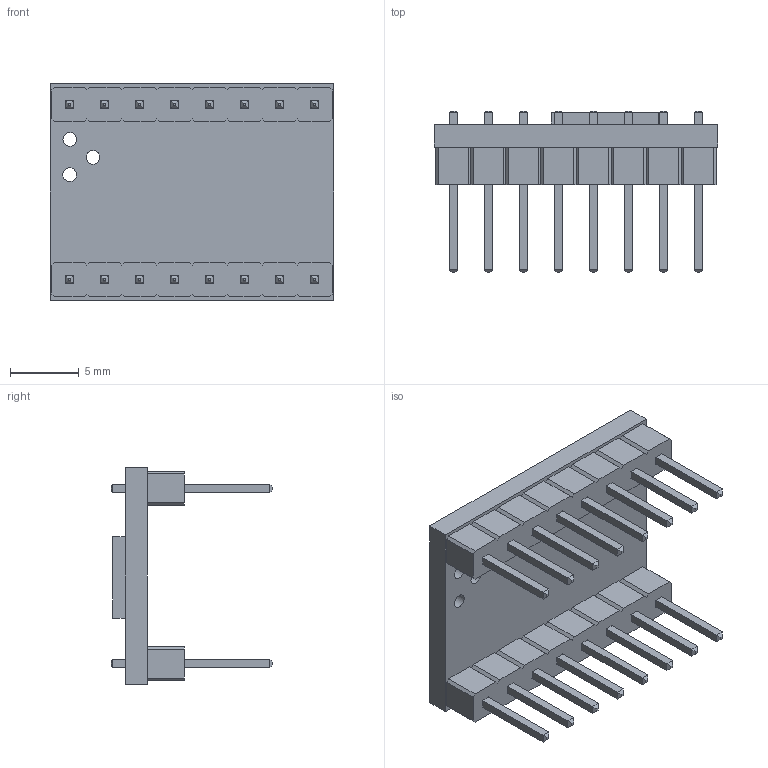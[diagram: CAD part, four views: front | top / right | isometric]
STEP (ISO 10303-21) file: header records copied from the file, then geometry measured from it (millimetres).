
FILE_DESCRIPTION(/* description */ (''),/* implementation_level */ '2;1');
FILE_NAME(/* name */ 'TMC.step.step',/* time_stamp */ '2021-11-01T10:52:40+08:00',/* author */ (''),/* organization */ (''),/* preprocessor_version */ 'ST-DEVELOPER v18.1',/* originating_system */ 'Autodesk Translation Framework v10.10.0.1391',/* authorisation */ '');
FILE_SCHEMA (('AUTOMOTIVE_DESIGN { 1 0 10303 214 3 1 1 }'));
Length unit declared in the file: millimetre
Products named in the file (5): (Unsaved); Component1; Component2; Component3; Component5
Assembly tree (4 placements, depth 2):
  (Unsaved)
    Component1
    Component2
    Component3
    Component5
Bounding box: 20.6 x 11.7 x 15.7 mm (x, y, z)
Volume: 877 mm3; surface area: 1891.9 mm2
Topology: 20 solids, 20 shells, 407 faces, 973 edges, 606 vertices
Faces by surface type: plane 404, cylinder 3
Full cylindrical faces by diameter (mm): 1 x3
Entity records: 11635 total; most frequent: CARTESIAN_POINT 1995, ORIENTED_EDGE 1946, DIRECTION 1811, EDGE_CURVE 973, LINE 967, VECTOR 967, VERTEX_POINT 606, EDGE_LOOP 445
